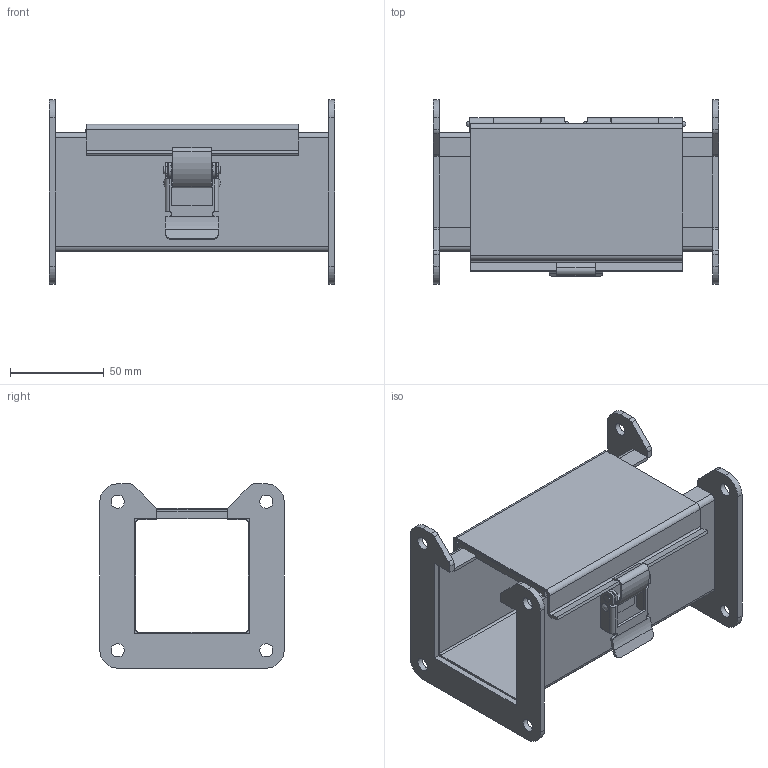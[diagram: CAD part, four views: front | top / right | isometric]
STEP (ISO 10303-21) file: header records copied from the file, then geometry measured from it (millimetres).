
FILE_DESCRIPTION (( 'STEP AP203' ), '1' );
FILE_NAME ('1485B6.step', '2020-11-19T14:29:05', ( 'ADC123' ), ( 'Microsoft' ), 'SwSTEP 2.0', 'SolidWorks 2019', '' );
FILE_SCHEMA (( 'CONFIG_CONTROL_DESIGN' ));
Length unit declared in the file: inch
Products named in the file (1): 1485B6
Bounding box: 152.4 x 98.42 x 98.42 mm (x, y, z)
Volume: 139534.9 mm3; surface area: 139157.9 mm2
Topology: 17 solids, 17 shells, 281 faces, 721 edges, 472 vertices
Faces by surface type: plane 178, cylinder 95, bspline 8
Full cylindrical faces by diameter (mm): 3.175 x3, 4.013 x2, 4.115 x2, 4.166 x2, 7.137 x8
Entity records: 8747 total; most frequent: CARTESIAN_POINT 1772, DIRECTION 1432, ORIENTED_EDGE 1392, EDGE_CURVE 696, LINE 496, VECTOR 496, VERTEX_POINT 472, AXIS2_PLACEMENT_3D 468
